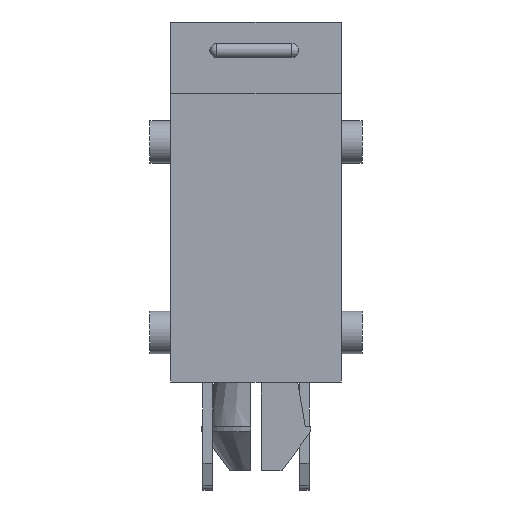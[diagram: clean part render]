
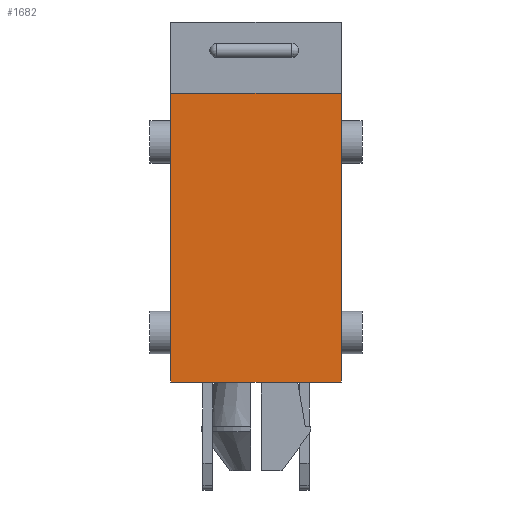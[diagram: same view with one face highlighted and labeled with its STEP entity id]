
A CAD part, left-side view. The second image highlights one B-rep face of the part: STEP entity #1682.
In plain terms, the highlighted planar face has unit normal (-1, 0, 0).
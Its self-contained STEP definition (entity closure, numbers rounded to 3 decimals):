
#98=PLANE('',#1884);
#174=FACE_OUTER_BOUND('',#272,.T.);
#272=EDGE_LOOP('',(#1283,#1284,#1285,#1286));
#394=LINE('',#2644,#552);
#426=LINE('',#2716,#584);
#428=LINE('',#2720,#586);
#429=LINE('',#2721,#587);
#552=VECTOR('',#2157,1000.);
#584=VECTOR('',#2209,1000.);
#586=VECTOR('',#2213,1000.);
#587=VECTOR('',#2214,1000.);
#782=VERTEX_POINT('',#2641);
#783=VERTEX_POINT('',#2643);
#813=VERTEX_POINT('',#2715);
#814=VERTEX_POINT('',#2719);
#958=EDGE_CURVE('',#782,#783,#394,.T.);
#994=EDGE_CURVE('',#783,#813,#426,.T.);
#996=EDGE_CURVE('',#814,#782,#428,.T.);
#997=EDGE_CURVE('',#813,#814,#429,.T.);
#1283=ORIENTED_EDGE('',*,*,#994,.F.);
#1284=ORIENTED_EDGE('',*,*,#958,.F.);
#1285=ORIENTED_EDGE('',*,*,#996,.F.);
#1286=ORIENTED_EDGE('',*,*,#997,.F.);
#1682=ADVANCED_FACE('',(#174),#98,.F.);
#1884=AXIS2_PLACEMENT_3D('',#2718,#2211,#2212);
#2157=DIRECTION('',(0.,0.,1.));
#2209=DIRECTION('',(0.,-1.,0.));
#2211=DIRECTION('center_axis',(1.,0.,0.));
#2212=DIRECTION('ref_axis',(0.,0.,-1.));
#2213=DIRECTION('',(0.,1.,0.));
#2214=DIRECTION('',(0.,0.,-1.));
#2641=CARTESIAN_POINT('',(-8.65,3.05,0.));
#2643=CARTESIAN_POINT('',(-8.65,3.05,10.348));
#2644=CARTESIAN_POINT('',(-8.65,3.05,6.45));
#2715=CARTESIAN_POINT('',(-8.65,-3.05,10.348));
#2716=CARTESIAN_POINT('',(-8.65,3.05,10.348));
#2718=CARTESIAN_POINT('Origin',(-8.65,3.05,6.45));
#2719=CARTESIAN_POINT('',(-8.65,-3.05,0.));
#2720=CARTESIAN_POINT('',(-8.65,3.05,0.));
#2721=CARTESIAN_POINT('',(-8.65,-3.05,6.45));
